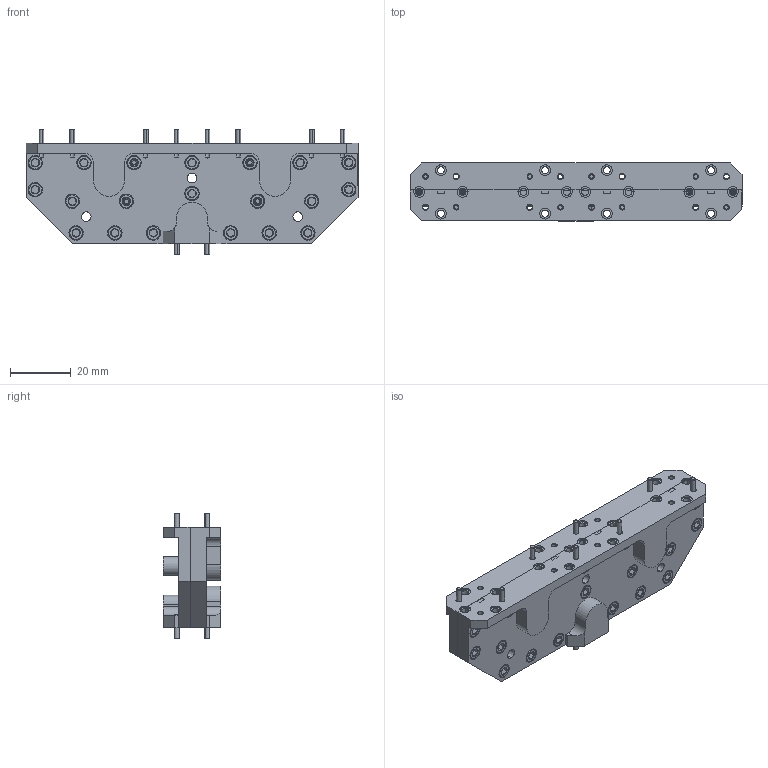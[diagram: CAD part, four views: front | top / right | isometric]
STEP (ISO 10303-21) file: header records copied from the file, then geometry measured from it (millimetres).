
FILE_DESCRIPTION (( 'STEP AP203' ), '1' );
FILE_NAME ('SWP-90310404-10-E1.STEP', '2019-03-20T23:49:26', ( '' ), ( '' ), 'SwSTEP 2.0', 'SolidWorks 2016', '' );
FILE_SCHEMA (( 'CONFIG_CONTROL_DESIGN' ));
Length unit declared in the file: inch
Products named in the file (1): SWP-90310404-10-E1
Bounding box: 109.22 x 19.05 x 41.27 mm (x, y, z)
Surface area: 18991.8 mm2 (no closed solid volume)
Topology: 0 solids, 52 shells, 915 faces, 2457 edges, 1579 vertices
Faces by surface type: cylinder 341, cone 284, plane 279, bspline 11
Entity records: 36327 total; most frequent: CARTESIAN_POINT 13608, DIRECTION 4929, ORIENTED_EDGE 4343, EDGE_CURVE 2457, AXIS2_PLACEMENT_3D 1926, VERTEX_POINT 1579, VECTOR 1077, LINE 1077
